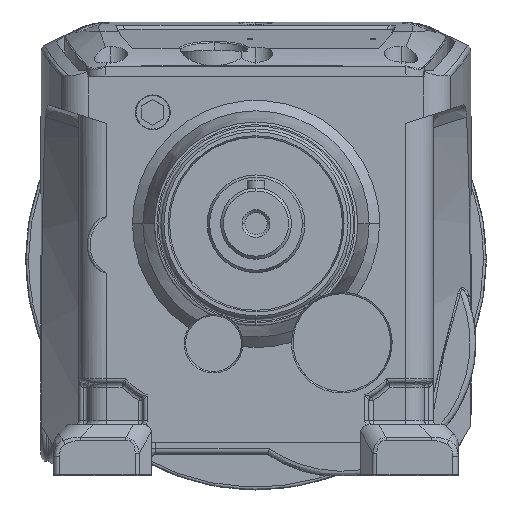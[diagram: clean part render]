
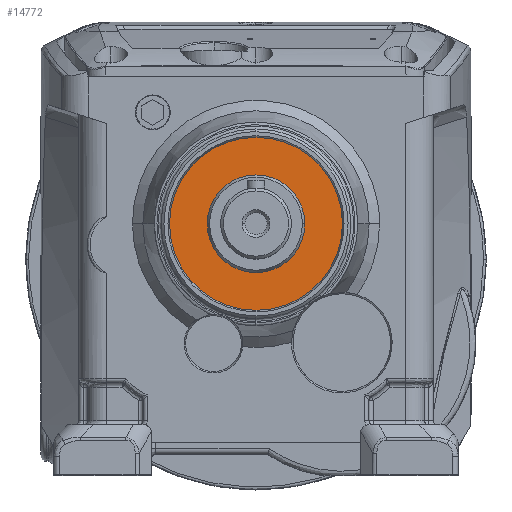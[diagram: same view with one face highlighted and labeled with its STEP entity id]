
A CAD part, top view. The second image highlights one B-rep face of the part: STEP entity #14772.
In plain terms, the highlighted planar face has unit normal (0, 0, 1).
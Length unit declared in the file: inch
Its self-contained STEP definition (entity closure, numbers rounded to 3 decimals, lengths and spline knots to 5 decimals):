
#719 = CARTESIAN_POINT ( 'NONE',  ( 0., 3.44488, 1.1811 ) ) ;
#841 = DIRECTION ( 'NONE',  ( 1., 0., 0. ) ) ;
#3536 = ORIENTED_EDGE ( 'NONE', *, *, #47458, .F. ) ;
#5042 = CIRCLE ( 'NONE', #7650, 0.68898 ) ;
#5160 = DIRECTION ( 'NONE',  ( 1., 0., 0. ) ) ;
#7650 = AXIS2_PLACEMENT_3D ( 'NONE', #53171, #26919, #841 ) ;
#8109 = ORIENTED_EDGE ( 'NONE', *, *, #49215, .F. ) ;
#9319 = AXIS2_PLACEMENT_3D ( 'NONE', #10476, #40965, #14864 ) ;
#10476 = CARTESIAN_POINT ( 'NONE',  ( 0., 3.44488, 1.1811 ) ) ;
#10908 = CARTESIAN_POINT ( 'NONE',  ( 0., 2.75591, 1.1811 ) ) ;
#11610 = CIRCLE ( 'NONE', #19847, 1.22047 ) ;
#12311 = CARTESIAN_POINT ( 'NONE',  ( 0., 0., 1.1811 ) ) ;
#13096 = CARTESIAN_POINT ( 'NONE',  ( 0., 3.44488, 1.1811 ) ) ;
#14772 = ADVANCED_FACE ( 'NONE', ( #15247, #17935 ), #16684, .T. ) ;
#14864 = DIRECTION ( 'NONE',  ( 1., 0., 0. ) ) ;
#15247 = FACE_BOUND ( 'NONE', #47316, .T. ) ;
#16684 = PLANE ( 'NONE',  #21161 ) ;
#16690 = ORIENTED_EDGE ( 'NONE', *, *, #39799, .F. ) ;
#17455 = DIRECTION ( 'NONE',  ( 1., 0., 0. ) ) ;
#17935 = FACE_OUTER_BOUND ( 'NONE', #49514, .T. ) ;
#19847 = AXIS2_PLACEMENT_3D ( 'NONE', #719, #31212, #5160 ) ;
#21010 = DIRECTION ( 'NONE',  ( 0., 0., 1. ) ) ;
#21161 = AXIS2_PLACEMENT_3D ( 'NONE', #12311, #21010, #51644 ) ;
#24612 = VERTEX_POINT ( 'NONE', #42109 ) ;
#26919 = DIRECTION ( 'NONE',  ( 0., 0., 1. ) ) ;
#29921 = EDGE_CURVE ( 'NONE', #24612, #32913, #11610, .T. ) ;
#31212 = DIRECTION ( 'NONE',  ( 0., 0., -1. ) ) ;
#32913 = VERTEX_POINT ( 'NONE', #45029 ) ;
#37629 = CIRCLE ( 'NONE', #44070, 0.68898 ) ;
#38392 = CIRCLE ( 'NONE', #9319, 1.22047 ) ;
#39799 = EDGE_CURVE ( 'NONE', #55686, #54305, #5042, .T. ) ;
#40965 = DIRECTION ( 'NONE',  ( 0., 0., -1. ) ) ;
#42109 = CARTESIAN_POINT ( 'NONE',  ( -1.22047, 3.44488, 1.1811 ) ) ;
#43595 = DIRECTION ( 'NONE',  ( 0., 0., 1. ) ) ;
#44070 = AXIS2_PLACEMENT_3D ( 'NONE', #13096, #43595, #17455 ) ;
#45029 = CARTESIAN_POINT ( 'NONE',  ( 1.22047, 3.44488, 1.1811 ) ) ;
#47316 = EDGE_LOOP ( 'NONE', ( #16690, #8109 ) ) ;
#47458 = EDGE_CURVE ( 'NONE', #32913, #24612, #38392, .T. ) ;
#49109 = CARTESIAN_POINT ( 'NONE',  ( 0., 4.13386, 1.1811 ) ) ;
#49215 = EDGE_CURVE ( 'NONE', #54305, #55686, #37629, .T. ) ;
#49514 = EDGE_LOOP ( 'NONE', ( #3536, #51849 ) ) ;
#51644 = DIRECTION ( 'NONE',  ( 1., 0., 0. ) ) ;
#51849 = ORIENTED_EDGE ( 'NONE', *, *, #29921, .F. ) ;
#53171 = CARTESIAN_POINT ( 'NONE',  ( 0., 3.44488, 1.1811 ) ) ;
#54305 = VERTEX_POINT ( 'NONE', #49109 ) ;
#55686 = VERTEX_POINT ( 'NONE', #10908 ) ;
